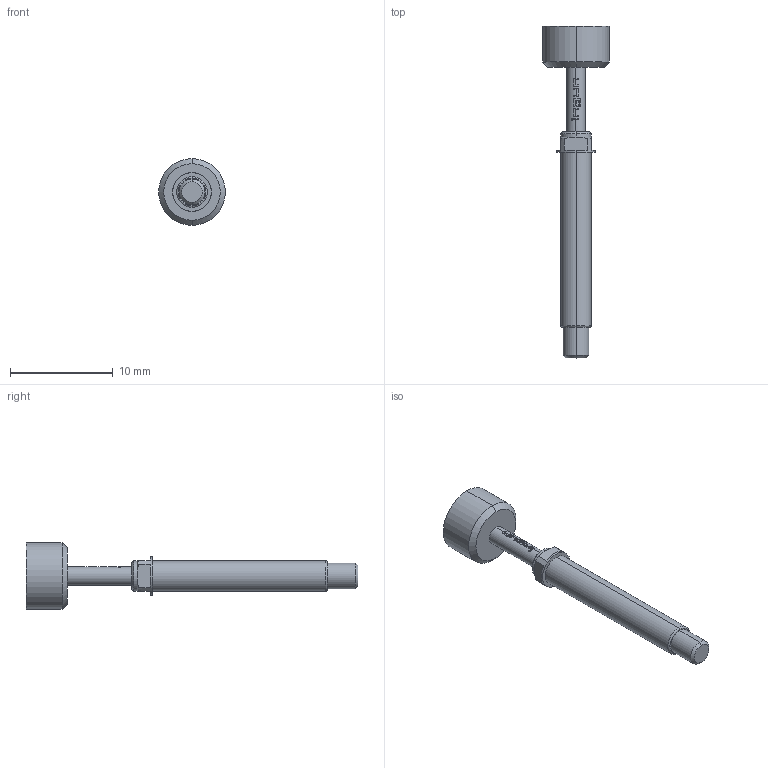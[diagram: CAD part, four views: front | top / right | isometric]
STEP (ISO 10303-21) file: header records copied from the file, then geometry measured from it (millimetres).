
FILE_DESCRIPTION (( 'STEP AP203' ), '1' );
FILE_NAME ('INGUN_GKS-103_202_650_A_xx02_M.STEP', '2021-12-14T14:00:33', ( 'ochi' ), ( '' ), 'SwSTEP 2.0', 'SolidWorks 2018', '' );
FILE_SCHEMA (( 'CONFIG_CONTROL_DESIGN' ));
Length unit declared in the file: millimetre
Products named in the file (1): INGUN_GKS-103_202_650_A_xx02_M
Bounding box: 6.5 x 32.3 x 6.5 mm (x, y, z)
Volume: 297.7 mm3; surface area: 396.2 mm2
Topology: 1 solids, 1 shells, 117 faces, 320 edges, 210 vertices
Faces by surface type: plane 54, cylinder 31, bspline 22, cone 8, torus 2
Entity records: 4777 total; most frequent: CARTESIAN_POINT 2214, ORIENTED_EDGE 640, DIRECTION 326, EDGE_CURVE 320, B_SPLINE_CURVE_WITH_KNOTS 228, VERTEX_POINT 210, AXIS2_PLACEMENT_3D 138, EDGE_LOOP 122
